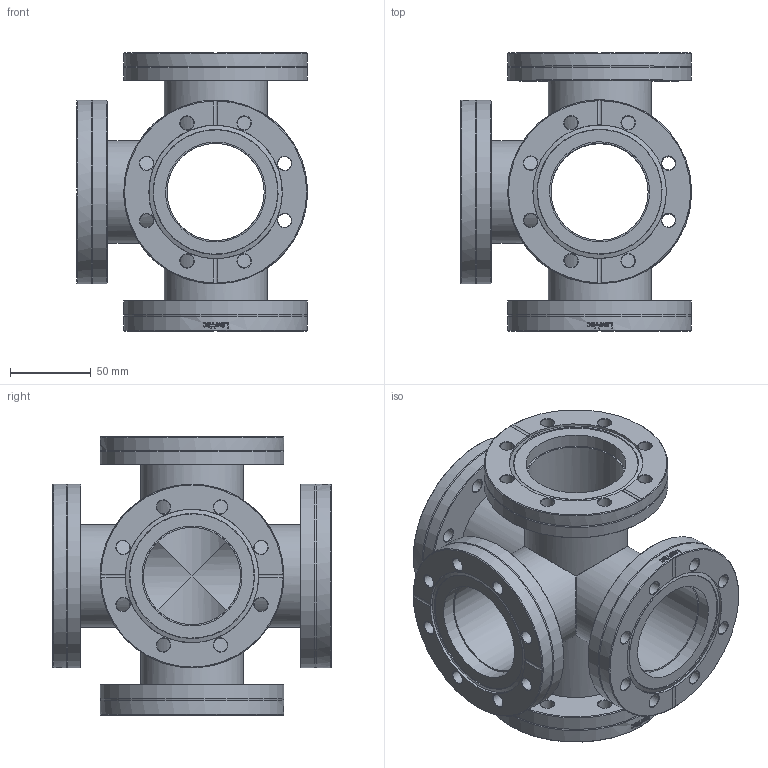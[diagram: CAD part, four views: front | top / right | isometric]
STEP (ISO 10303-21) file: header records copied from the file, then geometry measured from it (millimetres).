
FILE_DESCRIPTION(/* description */ (''),/* implementation_level */ '2;1');
FILE_NAME(/* name */ 'FL-5X63CF.stp',/* time_stamp */ '2018-03-01T15:05:20+00:00',/* author */ ('paul'),/* organization */ (''),/* preprocessor_version */ 'ST-DEVELOPER v17',/* originating_system */ 'Autodesk Inventor 2018',/* authorisation */ '');
FILE_SCHEMA (('AUTOMOTIVE_DESIGN { 1 0 10303 214 3 1 1 }'));
Products named in the file (7): FL-5X63CF; TUBE; TUBE2; FL-63CFR-64; FL-63CF-OUT; FL-63CF-IN63.5; FL-63CF-64
Assembly tree (12 placements, depth 3):
  FL-5X63CF
    TUBE  x4
    TUBE2
    FL-63CFR-64  x3
      FL-63CF-OUT
      FL-63CF-IN63.5
    FL-63CF-64  x2
Bounding box: 142.65 x 171.8 x 171.8 mm (x, y, z)
Volume: 663999.6 mm3; surface area: 268070.2 mm2
Topology: 13 solids, 13 shells, 716 faces, 1946 edges, 1296 vertices
Faces by surface type: bspline 265, plane 202, cylinder 131, cone 113, torus 5
Full cylindrical faces by diameter (mm): 8.4 x40, 60 x5, 61.8 x5, 63.5 x10, 70.5 x3, 82.3 x3, 82.5 x5, 113.5 x10
Entity records: 34362 total; most frequent: CARTESIAN_POINT 27425, ORIENTED_EDGE 1558, DIRECTION 1104, EDGE_CURVE 779, VERTEX_POINT 519, AXIS2_PLACEMENT_3D 412, EDGE_LOOP 344, B_SPLINE_CURVE_WITH_KNOTS 286
